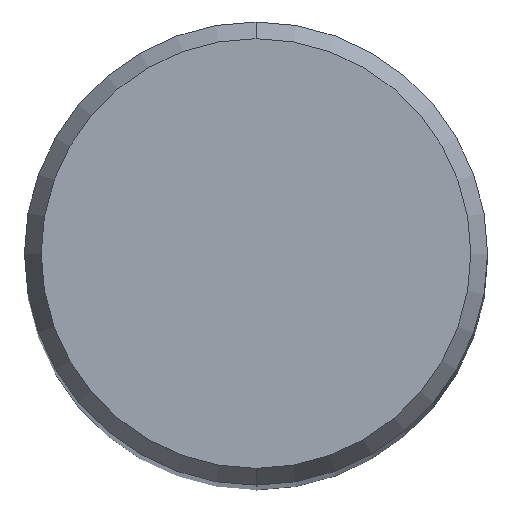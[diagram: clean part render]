
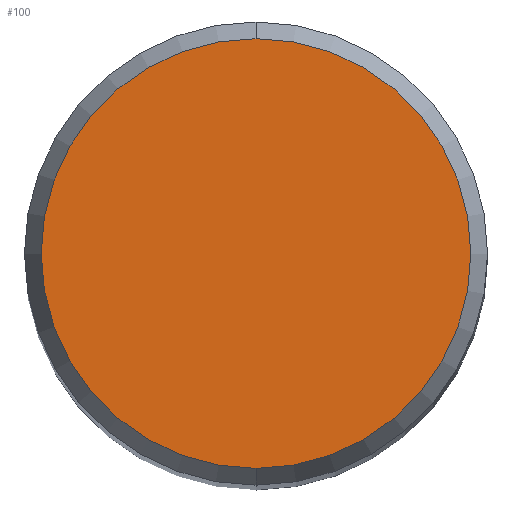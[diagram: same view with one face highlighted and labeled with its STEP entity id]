
A CAD part, top view. The second image highlights one B-rep face of the part: STEP entity #100.
In plain terms, the highlighted planar face has unit normal (0, 0, 1).
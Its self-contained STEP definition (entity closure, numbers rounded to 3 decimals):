
#100=ADVANCED_FACE('',(#243),#244,.T.);
#112=EDGE_CURVE('',#140,#132,#256,.T.);
#132=VERTEX_POINT('',#279);
#140=VERTEX_POINT('',#288);
#178=EDGE_CURVE('',#132,#140,#330,.T.);
#243=FACE_OUTER_BOUND('',#393,.T.);
#244=PLANE('',#394);
#256=CIRCLE('',#410,2.946);
#279=CARTESIAN_POINT('',(0.0,2.946,0.01));
#288=CARTESIAN_POINT('',(0.,-2.946,0.01));
#330=CIRCLE('',#504,2.946);
#393=EDGE_LOOP('',(#576,#577));
#394=AXIS2_PLACEMENT_3D('',#578,#579,#580);
#410=AXIS2_PLACEMENT_3D('',#590,#591,#592);
#504=AXIS2_PLACEMENT_3D('',#683,#684,#685);
#576=ORIENTED_EDGE('',*,*,#178,.F.);
#577=ORIENTED_EDGE('',*,*,#112,.F.);
#578=CARTESIAN_POINT('',(0.0,1.473,0.01));
#579=DIRECTION('',(-0.0,0.0,1.0));
#580=DIRECTION('',(0.0,-1.0,0.0));
#590=CARTESIAN_POINT('',(0.0,0.0,0.01));
#591=DIRECTION('',(0.0,0.0,-1.0));
#592=DIRECTION('',(0.0,1.0,0.0));
#683=CARTESIAN_POINT('',(0.0,0.0,0.01));
#684=DIRECTION('',(0.0,0.0,-1.0));
#685=DIRECTION('',(0.0,1.0,0.0));
